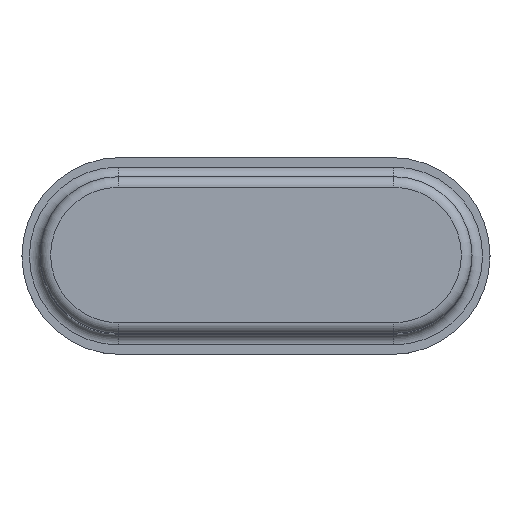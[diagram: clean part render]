
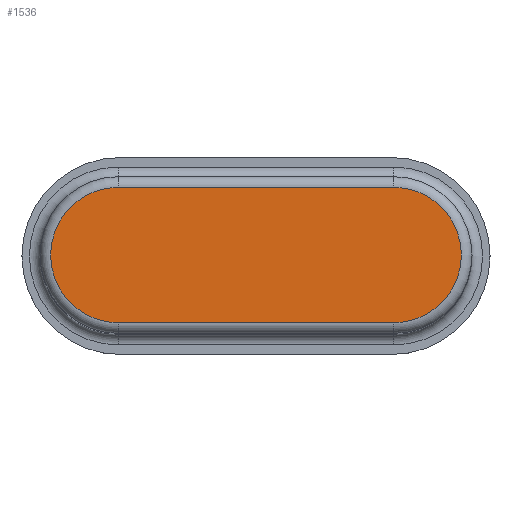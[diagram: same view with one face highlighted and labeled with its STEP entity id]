
A CAD part, top view. The second image highlights one B-rep face of the part: STEP entity #1536.
In plain terms, the highlighted planar face has unit normal (0, 0, 1).
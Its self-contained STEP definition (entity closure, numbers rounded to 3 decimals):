
#47=LINE('',#3178,#128);
#48=LINE('',#3182,#129);
#128=VECTOR('',#2472,1000.);
#129=VECTOR('',#2475,1000.);
#331=PLANE('',#2332);
#475=ORIENTED_EDGE('',*,*,#935,.T.);
#476=ORIENTED_EDGE('',*,*,#936,.T.);
#477=ORIENTED_EDGE('',*,*,#937,.T.);
#478=ORIENTED_EDGE('',*,*,#938,.T.);
#935=EDGE_CURVE('',#1164,#1165,#1257,.F.);
#936=EDGE_CURVE('',#1165,#1166,#47,.F.);
#937=EDGE_CURVE('',#1166,#1167,#1258,.F.);
#938=EDGE_CURVE('',#1167,#1164,#48,.F.);
#1164=VERTEX_POINT('',#3176);
#1165=VERTEX_POINT('',#3177);
#1166=VERTEX_POINT('',#3179);
#1167=VERTEX_POINT('',#3181);
#1257=CIRCLE('',#2333,1.6);
#1258=CIRCLE('',#2334,1.6);
#1295=EDGE_LOOP('',(#475,#476,#477,#478));
#1414=FACE_BOUND('',#1295,.T.);
#1536=ADVANCED_FACE('',(#1414),#331,.F.);
#2332=AXIS2_PLACEMENT_3D('',#3174,#2468,#2469);
#2333=AXIS2_PLACEMENT_3D('',#3175,#2470,#2471);
#2334=AXIS2_PLACEMENT_3D('',#3180,#2473,#2474);
#2468=DIRECTION('',(0.,0.,-1.));
#2469=DIRECTION('',(-1.,0.,0.));
#2470=DIRECTION('',(0.,0.,-1.));
#2471=DIRECTION('',(-1.,0.,0.));
#2472=DIRECTION('',(1.,0.,0.));
#2473=DIRECTION('',(0.,0.,-1.));
#2474=DIRECTION('',(-1.,0.,0.));
#2475=DIRECTION('',(-1.,0.,0.));
#3174=CARTESIAN_POINT('',(-3.25,0.,26.16));
#3175=CARTESIAN_POINT('',(3.25,0.,26.16));
#3176=CARTESIAN_POINT('',(3.25,-1.6,26.16));
#3177=CARTESIAN_POINT('',(3.25,1.6,26.16));
#3178=CARTESIAN_POINT('',(-3.25,1.6,26.16));
#3179=CARTESIAN_POINT('',(-3.25,1.6,26.16));
#3180=CARTESIAN_POINT('',(-3.25,0.,26.16));
#3181=CARTESIAN_POINT('',(-3.25,-1.6,26.16));
#3182=CARTESIAN_POINT('',(-3.25,-1.6,26.16));
